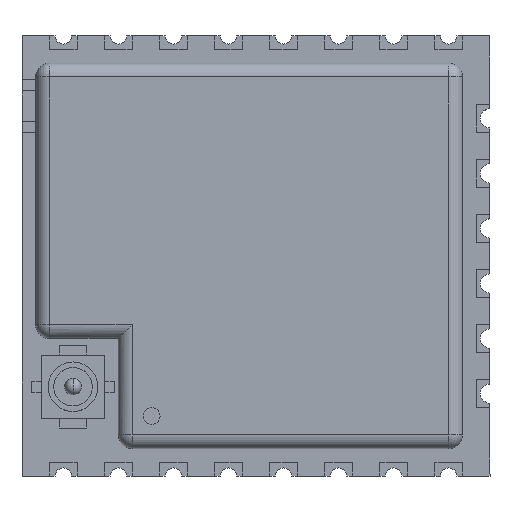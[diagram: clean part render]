
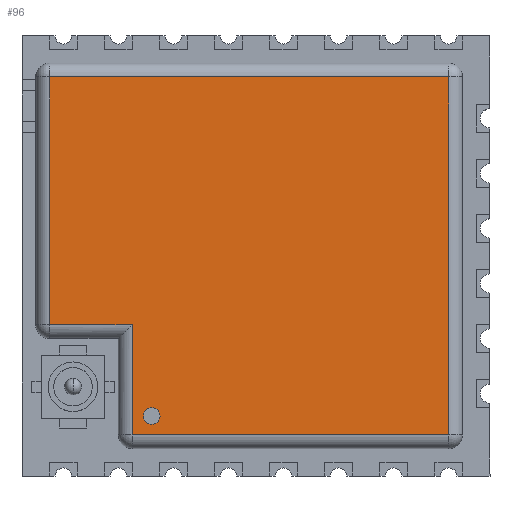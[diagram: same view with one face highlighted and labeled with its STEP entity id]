
A CAD part, top view. The second image highlights one B-rep face of the part: STEP entity #96.
In plain terms, the highlighted planar face has unit normal (0, 0, 1).
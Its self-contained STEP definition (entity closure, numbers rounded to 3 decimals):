
#96 = ADVANCED_FACE ( 'NONE', ( #16376, #2873 ), #16644, .T. ) ;
#714 = VERTEX_POINT ( 'NONE', #13906 ) ;
#1168 = DIRECTION ( 'NONE',  ( 0., -1., 0. ) ) ;
#1205 = VERTEX_POINT ( 'NONE', #14828 ) ;
#1604 = DIRECTION ( 'NONE',  ( 0., -1., 0. ) ) ;
#1614 = LINE ( 'NONE', #5464, #7111 ) ;
#1859 = EDGE_CURVE ( 'NONE', #15660, #1205, #7409, .T. ) ;
#2347 = LINE ( 'NONE', #7698, #10939 ) ;
#2467 = AXIS2_PLACEMENT_3D ( 'NONE', #3380, #8795, #14231 ) ;
#2677 = LINE ( 'NONE', #3947, #10451 ) ;
#2806 = DIRECTION ( 'NONE',  ( 0., -1., 0. ) ) ;
#2836 = ORIENTED_EDGE ( 'NONE', *, *, #15128, .T. ) ;
#2873 = FACE_OUTER_BOUND ( 'NONE', #11734, .T. ) ;
#2957 = VERTEX_POINT ( 'NONE', #6151 ) ;
#3332 = VECTOR ( 'NONE', #4101, 1000. ) ;
#3361 = ORIENTED_EDGE ( 'NONE', *, *, #14111, .T. ) ;
#3380 = CARTESIAN_POINT ( 'NONE',  ( -3.787, -5.817, 3. ) ) ;
#3663 = VERTEX_POINT ( 'NONE', #5997 ) ;
#3947 = CARTESIAN_POINT ( 'NONE',  ( -8., 6.5, 3. ) ) ;
#4101 = DIRECTION ( 'NONE',  ( 0., 1., 0. ) ) ;
#5464 = CARTESIAN_POINT ( 'NONE',  ( -5., -2.5, 3. ) ) ;
#5898 = CIRCLE ( 'NONE', #2467, 0.3 ) ;
#5907 = EDGE_CURVE ( 'NONE', #3663, #16951, #2347, .T. ) ;
#5997 = CARTESIAN_POINT ( 'NONE',  ( -4.5, -6.5, 3. ) ) ;
#6151 = CARTESIAN_POINT ( 'NONE',  ( -7.5, -2.5, 3. ) ) ;
#6152 = ORIENTED_EDGE ( 'NONE', *, *, #10567, .T. ) ;
#6877 = CARTESIAN_POINT ( 'NONE',  ( 0., 0., 3. ) ) ;
#7111 = VECTOR ( 'NONE', #12288, 1000. ) ;
#7264 = CARTESIAN_POINT ( 'NONE',  ( -3.787, -5.517, 3. ) ) ;
#7409 = CIRCLE ( 'NONE', #9662, 0.3 ) ;
#7526 = VERTEX_POINT ( 'NONE', #8770 ) ;
#7698 = CARTESIAN_POINT ( 'NONE',  ( 7.5, -6.5, 3. ) ) ;
#8726 = LINE ( 'NONE', #14156, #3332 ) ;
#8770 = CARTESIAN_POINT ( 'NONE',  ( -7.5, 6.5, 3. ) ) ;
#8795 = DIRECTION ( 'NONE',  ( 0., 0., 1. ) ) ;
#8956 = EDGE_LOOP ( 'NONE', ( #10224, #11960 ) ) ;
#9662 = AXIS2_PLACEMENT_3D ( 'NONE', #13189, #13367, #1168 ) ;
#9717 = DIRECTION ( 'NONE',  ( 0., 0., 1. ) ) ;
#10224 = ORIENTED_EDGE ( 'NONE', *, *, #17322, .F. ) ;
#10450 = DIRECTION ( 'NONE',  ( 1., 0., 0. ) ) ;
#10451 = VECTOR ( 'NONE', #13697, 1000. ) ;
#10567 = EDGE_CURVE ( 'NONE', #16951, #14938, #8726, .T. ) ;
#10939 = VECTOR ( 'NONE', #10450, 1000. ) ;
#11606 = VECTOR ( 'NONE', #12310, 1000. ) ;
#11734 = EDGE_LOOP ( 'NONE', ( #14937, #17194, #2836, #3361, #12803, #6152 ) ) ;
#11960 = ORIENTED_EDGE ( 'NONE', *, *, #1859, .F. ) ;
#12153 = VECTOR ( 'NONE', #2806, 1000. ) ;
#12288 = DIRECTION ( 'NONE',  ( 1., 0., 0. ) ) ;
#12310 = DIRECTION ( 'NONE',  ( 0., -1., 0. ) ) ;
#12479 = CARTESIAN_POINT ( 'NONE',  ( -7.5, -3., 3. ) ) ;
#12563 = LINE ( 'NONE', #12479, #12153 ) ;
#12803 = ORIENTED_EDGE ( 'NONE', *, *, #5907, .T. ) ;
#13010 = CARTESIAN_POINT ( 'NONE',  ( 7., 6.5, 3. ) ) ;
#13181 = AXIS2_PLACEMENT_3D ( 'NONE', #6877, #9717, #1604 ) ;
#13189 = CARTESIAN_POINT ( 'NONE',  ( -3.787, -5.817, 3. ) ) ;
#13367 = DIRECTION ( 'NONE',  ( 0., 0., 1. ) ) ;
#13567 = LINE ( 'NONE', #16582, #11606 ) ;
#13697 = DIRECTION ( 'NONE',  ( -1., 0., 0. ) ) ;
#13906 = CARTESIAN_POINT ( 'NONE',  ( -4.5, -2.5, 3. ) ) ;
#13964 = EDGE_CURVE ( 'NONE', #7526, #2957, #12563, .T. ) ;
#14111 = EDGE_CURVE ( 'NONE', #714, #3663, #13567, .T. ) ;
#14156 = CARTESIAN_POINT ( 'NONE',  ( 7., 7., 3. ) ) ;
#14231 = DIRECTION ( 'NONE',  ( 0., -1., 0. ) ) ;
#14297 = EDGE_CURVE ( 'NONE', #14938, #7526, #2677, .T. ) ;
#14828 = CARTESIAN_POINT ( 'NONE',  ( -3.787, -6.117, 3. ) ) ;
#14937 = ORIENTED_EDGE ( 'NONE', *, *, #14297, .T. ) ;
#14938 = VERTEX_POINT ( 'NONE', #13010 ) ;
#15128 = EDGE_CURVE ( 'NONE', #2957, #714, #1614, .T. ) ;
#15660 = VERTEX_POINT ( 'NONE', #7264 ) ;
#15731 = CARTESIAN_POINT ( 'NONE',  ( 7., -6.5, 3. ) ) ;
#16376 = FACE_BOUND ( 'NONE', #8956, .T. ) ;
#16582 = CARTESIAN_POINT ( 'NONE',  ( -4.5, -7., 3. ) ) ;
#16644 = PLANE ( 'NONE',  #13181 ) ;
#16951 = VERTEX_POINT ( 'NONE', #15731 ) ;
#17194 = ORIENTED_EDGE ( 'NONE', *, *, #13964, .T. ) ;
#17322 = EDGE_CURVE ( 'NONE', #1205, #15660, #5898, .T. ) ;
